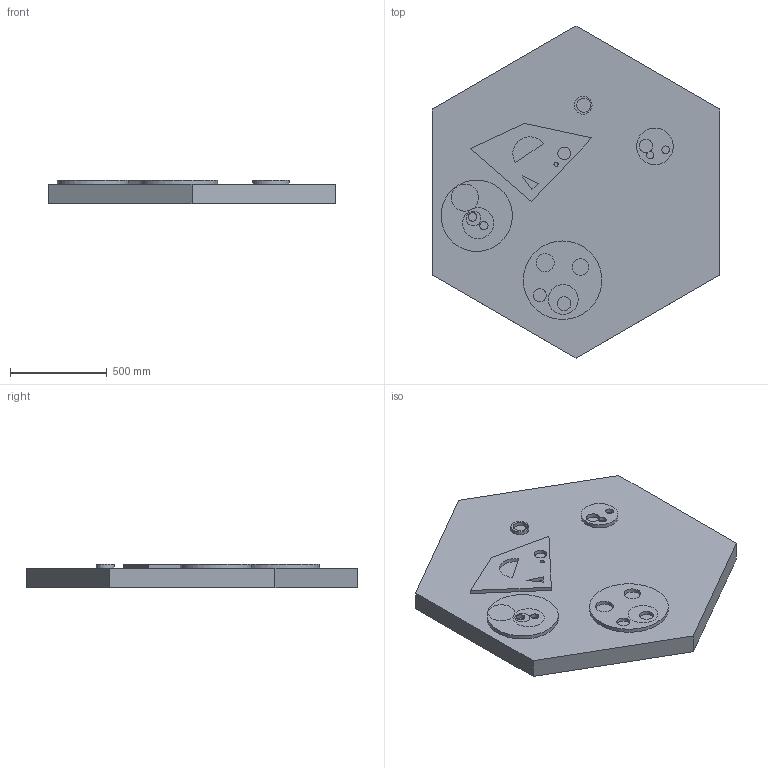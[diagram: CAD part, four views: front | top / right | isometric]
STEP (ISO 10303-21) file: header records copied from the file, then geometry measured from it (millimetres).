
FILE_DESCRIPTION(('STEP AP203'), '1');
FILE_NAME('', '2024-10-31T11:49:14', ('Default author'), ('Default organization'), 'C3D Converter', 'C3D Toolkit', 'Default authization');
FILE_SCHEMA(('CONFIG_CONTROL_DESIGN'));
Length unit declared in the file: millimetre
Products named in the file (13): 328ee556-45d4-4f07-acc9-7ee9788c502a; ec385f7a-6144-4d86-b97c-11216cd383d8; f5bd8bd8-39c1-47f8-8499-f673c580dfbe; fe9b4082-b4b4-4e54-9aa6-f3ad24a63668
Assembly tree (12 placements, depth 4):
  328ee556-45d4-4f07-acc9-7ee9788c502a
    ec385f7a-6144-4d86-b97c-11216cd383d8
      f5bd8bd8-39c1-47f8-8499-f673c580dfbe
        fe9b4082-b4b4-4e54-9aa6-f3ad24a63668
        fe9b4082-b4b4-4e54-9aa6-f3ad24a63668
        fe9b4082-b4b4-4e54-9aa6-f3ad24a63668
        fe9b4082-b4b4-4e54-9aa6-f3ad24a63668
        fe9b4082-b4b4-4e54-9aa6-f3ad24a63668
        fe9b4082-b4b4-4e54-9aa6-f3ad24a63668
        fe9b4082-b4b4-4e54-9aa6-f3ad24a63668
        fe9b4082-b4b4-4e54-9aa6-f3ad24a63668
        fe9b4082-b4b4-4e54-9aa6-f3ad24a63668
        fe9b4082-b4b4-4e54-9aa6-f3ad24a63668
Bounding box: 1489.56 x 1720 x 120 mm (x, y, z)
Volume: 200185736.6 mm3; surface area: 5363967.8 mm2
Topology: 10 solids, 10 shells, 59 faces, 117 edges, 78 vertices
Faces by surface type: plane 34, cylinder 25
Full cylindrical faces by diameter (mm): 20.976 x1, 40.107 x1, 42.52 x2, 45.189 x3, 66.138 x1, 67.8 x1, 71.421 x2, 73.153 x1, 76.439 x1, 85.691 x1, 92.467 x1, 94.083 x1, 140.839 x1, 154.695 x1, 161.195 x1, 189.89 x1, 369.839 x1, 407.072 x1
Entity records: 2206 total; most frequent: DIRECTION 289, CARTESIAN_POINT 245, ORIENTED_EDGE 190, AXIS2_PLACEMENT_3D 122, EDGE_LOOP 115, EDGE_CURVE 95, VERTEX_POINT 78, FACE_BOUND 71
